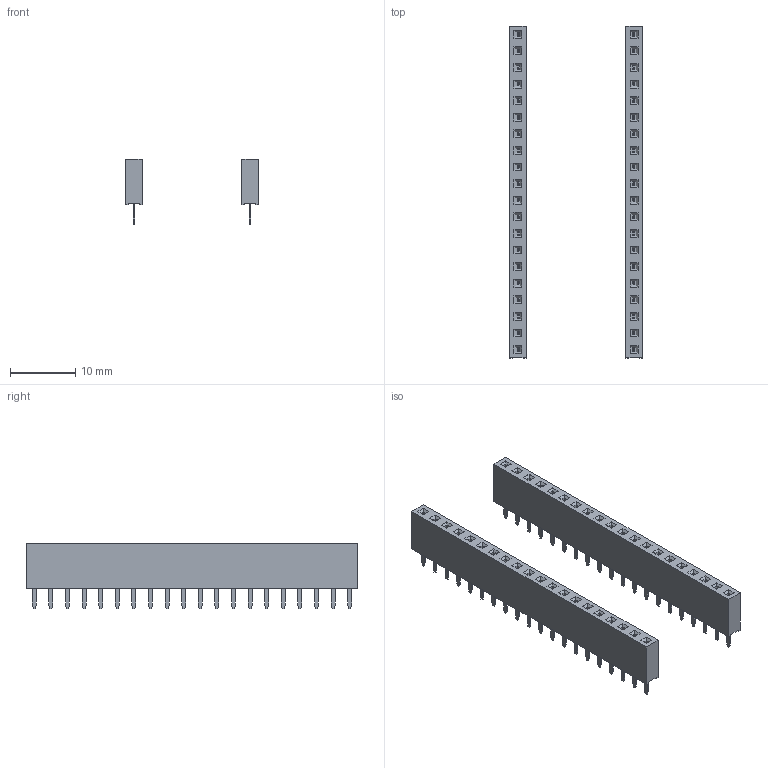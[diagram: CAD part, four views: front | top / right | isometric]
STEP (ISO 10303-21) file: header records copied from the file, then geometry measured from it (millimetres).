
FILE_DESCRIPTION(('FreeCAD Model'),'2;1');
FILE_NAME('Open CASCADE Shape Model','2022-08-09T00:14:53',( 'kicad StepUp'),('ksu MCAD'),'Open CASCADE STEP processor 7.6', 'FreeCAD','Unknown');
FILE_SCHEMA(('AUTOMOTIVE_DESIGN { 1 0 10303 214 1 1 1 1 }'));
Length unit declared in the file: millimetre
Products named in the file (1): PinSocket_1x20_P254mm_Vertical001_sp
Bounding box: 20.34 x 50.8 x 10.1 mm (x, y, z)
Volume: 1698.9 mm3; surface area: 2873.4 mm2
Topology: 2 solids, 2 shells, 1260 faces, 3248 edges, 2112 vertices
Faces by surface type: plane 1260
Entity records: 46143 total; most frequent: CARTESIAN_POINT 6621, ORIENTED_EDGE 6496, DIRECTION 5770, EDGE_CURVE 3248, LINE 3248, VECTOR 3248, VERTEX_POINT 2112, FACE_BOUND 1380
